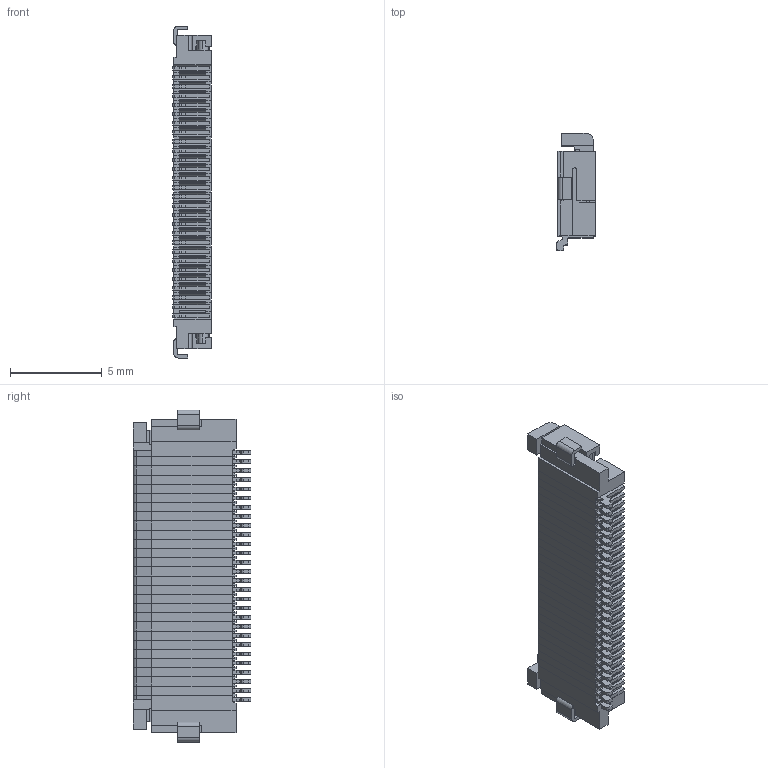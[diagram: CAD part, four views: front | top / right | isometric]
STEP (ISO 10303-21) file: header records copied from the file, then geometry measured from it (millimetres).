
FILE_DESCRIPTION(('FreeCAD Model'),'2;1');
FILE_NAME('FH12-28S-0_5SH.step','2019-11-20T16:05:34',('Author'),(''), 'Open CASCADE STEP processor 7.3','FreeCAD','Unknown');
FILE_SCHEMA(('AUTOMOTIVE_DESIGN { 1 0 10303 214 1 1 1 1 }'));
Length unit declared in the file: millimetre
Products named in the file (1): FH12-25S-0_5SH1_001_sp
Bounding box: 2.1 x 6.4 x 18.1 mm (x, y, z)
Volume: 140.1 mm3; surface area: 908.8 mm2
Topology: 27 solids, 27 shells, 1720 faces, 4890 edges, 3218 vertices
Faces by surface type: plane 1480, cylinder 240
Entity records: 67023 total; most frequent: CARTESIAN_POINT 9829, ORIENTED_EDGE 9780, DIRECTION 8817, EDGE_CURVE 4890, LINE 4405, VECTOR 4405, VERTEX_POINT 3218, AXIS2_PLACEMENT_3D 2206
